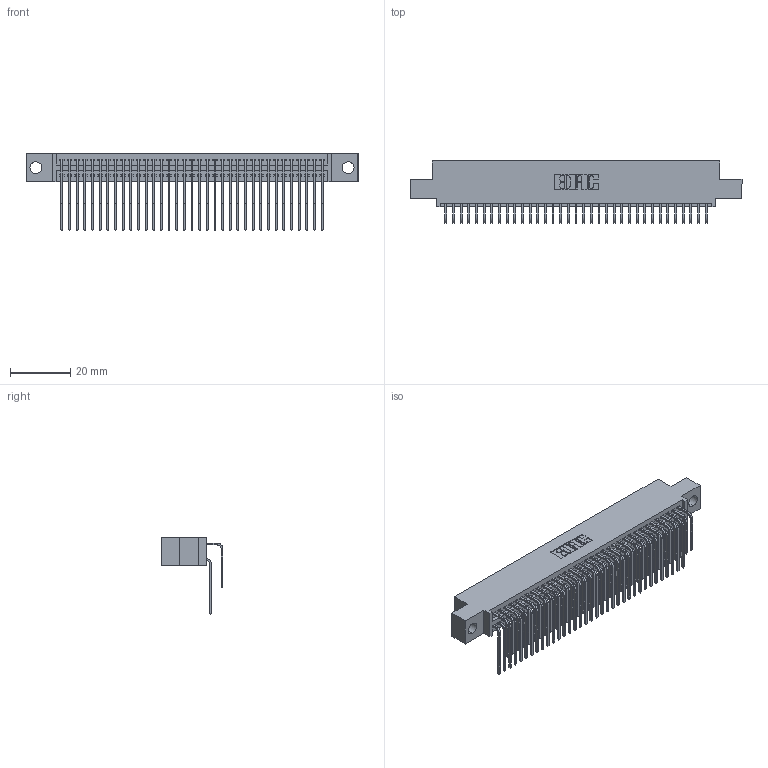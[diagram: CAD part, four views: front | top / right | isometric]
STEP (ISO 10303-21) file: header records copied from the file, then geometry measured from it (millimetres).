
FILE_DESCRIPTION (( 'STEP AP203' ), '1' );
FILE_NAME ('345-070-559-504.STEP', '2018-10-01T10:58:10', ( '' ), ( '' ), 'SwSTEP 2.0', 'SolidWorks 2016', '' );
FILE_SCHEMA (( 'CONFIG_CONTROL_DESIGN' ));
Length unit declared in the file: inch
Products named in the file (4): 345-070-559-504; 345-292-001_559 Tail - 2; 345-292-001_558 559 Tail - 1; 345 Part_0.110 Offset - 0.156 Dia-TH
Assembly tree (71 placements, depth 2):
  345-070-559-504
    345 Part_0.110 Offset - 0.156 Dia-TH
    345-292-001_558 559 Tail - 1  x35
    345-292-001_559 Tail - 2  x35
Bounding box: 110.11 x 20.56 x 25.53 mm (x, y, z)
Volume: 10873.7 mm3; surface area: 17744.5 mm2
Topology: 71 solids, 71 shells, 3770 faces, 11203 edges, 7374 vertices
Faces by surface type: plane 2534, cylinder 1236
Entity records: 30191 total; most frequent: CARTESIAN_POINT 5115, ORIENTED_EDGE 4998, DIRECTION 4491, EDGE_CURVE 2499, VECTOR 2187, LINE 2187, VERTEX_POINT 1662, AXIS2_PLACEMENT_3D 1152
